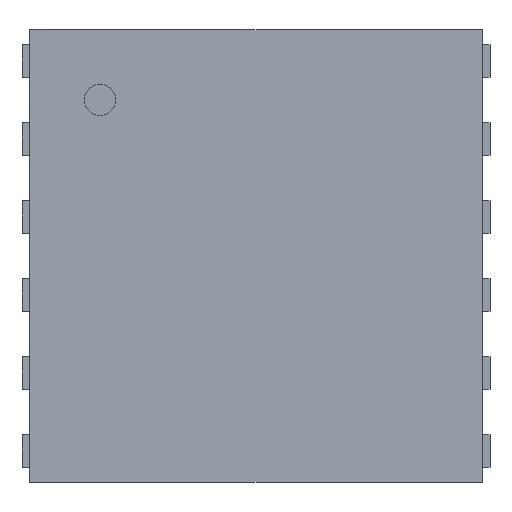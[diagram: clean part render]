
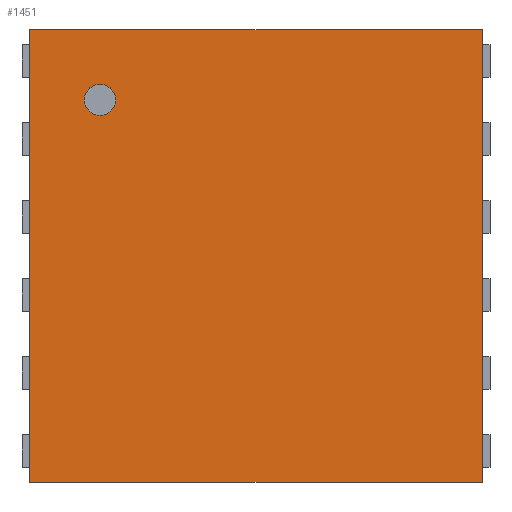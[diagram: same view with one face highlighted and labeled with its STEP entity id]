
A CAD part, top view. The second image highlights one B-rep face of the part: STEP entity #1451.
In plain terms, the highlighted planar face has unit normal (0, 0, 1).
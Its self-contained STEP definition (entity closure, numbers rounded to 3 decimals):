
#13=DIRECTION('',(0.,0.,1.));
#27=VECTOR('',#28,1.);
#28=DIRECTION('',(0.,-1.,0.));
#79=DIRECTION('',(1.,0.,0.));
#126=VECTOR('',#79,1.);
#463=VERTEX_POINT('',#464);
#464=CARTESIAN_POINT('',(1.45,1.45,0.6));
#467=EDGE_CURVE('',#463,#468,#470,.T.);
#468=VERTEX_POINT('',#469);
#469=CARTESIAN_POINT('',(1.45,-1.45,0.6));
#470=LINE('',#464,#27);
#580=VERTEX_POINT('',#581);
#581=CARTESIAN_POINT('',(-1.45,1.45,0.6));
#584=ORIENTED_EDGE('',*,*,#585,.F.);
#585=EDGE_CURVE('',#580,#463,#586,.T.);
#586=LINE('',#581,#126);
#619=ORIENTED_EDGE('',*,*,#620,.T.);
#620=EDGE_CURVE('',#580,#621,#623,.T.);
#621=VERTEX_POINT('',#622);
#622=CARTESIAN_POINT('',(-1.45,-1.45,0.6));
#623=LINE('',#581,#27);
#1447=EDGE_CURVE('',#621,#468,#1448,.T.);
#1448=LINE('',#622,#126);
#1451=ADVANCED_FACE('',(#1452,#1456),#1466,.T.);
#1452=FACE_BOUND('',#1453,.T.);
#1453=EDGE_LOOP('',(#584,#619,#1454,#1455));
#1454=ORIENTED_EDGE('',*,*,#1447,.T.);
#1455=ORIENTED_EDGE('',*,*,#467,.F.);
#1456=FACE_BOUND('',#1457,.T.);
#1457=EDGE_LOOP('',(#1458));
#1458=ORIENTED_EDGE('',*,*,#1459,.T.);
#1459=EDGE_CURVE('',#1460,#1460,#1462,.T.);
#1460=VERTEX_POINT('',#1461);
#1461=CARTESIAN_POINT('',(-1.,0.9,0.6));
#1462=CIRCLE('',#1463,0.1);
#1463=AXIS2_PLACEMENT_3D('',#1464,#1465,#28);
#1464=CARTESIAN_POINT('',(-1.,1.,0.6));
#1465=DIRECTION('',(0.,0.,-1.));
#1466=PLANE('',#1467);
#1467=AXIS2_PLACEMENT_3D('',#581,#13,#28);
